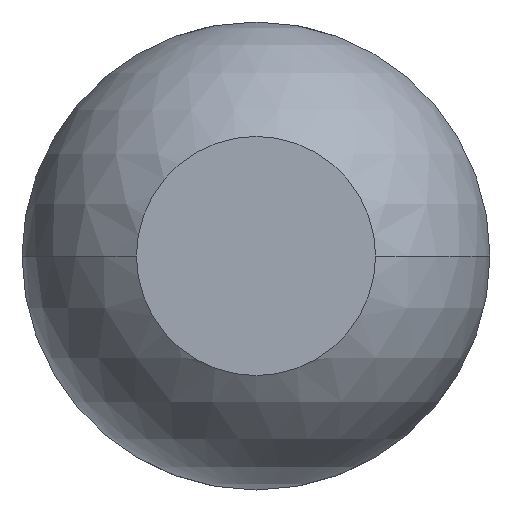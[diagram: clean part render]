
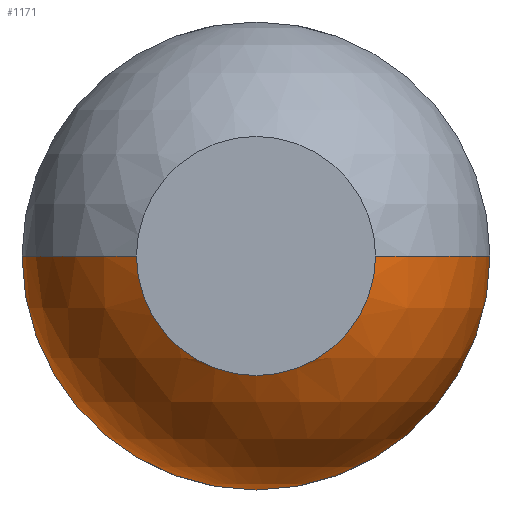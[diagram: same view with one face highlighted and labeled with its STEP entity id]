
A CAD part, front view. The second image highlights one B-rep face of the part: STEP entity #1171.
In plain terms, the highlighted spherical face has radius 0.685 mm.
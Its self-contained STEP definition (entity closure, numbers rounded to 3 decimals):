
#145 = ORIENTED_EDGE ( 'NONE', *, *, #3510, .F. ) ;
#172 = DIRECTION ( 'NONE',  ( 0., 1., 0. ) ) ;
#226 = CARTESIAN_POINT ( 'NONE',  ( 0., -29.411, 0. ) ) ;
#269 = VERTEX_POINT ( 'NONE', #2198 ) ;
#347 = SPHERICAL_SURFACE ( 'NONE', #3148, 0.685 ) ;
#482 = CARTESIAN_POINT ( 'NONE',  ( 0., -29.411, 0. ) ) ;
#546 = DIRECTION ( 'NONE',  ( 1., 0., 0. ) ) ;
#622 = CARTESIAN_POINT ( 'NONE',  ( 0., -29.411, 0. ) ) ;
#628 = DIRECTION ( 'NONE',  ( 0., 1., 0. ) ) ;
#761 = VERTEX_POINT ( 'NONE', #3485 ) ;
#953 = AXIS2_PLACEMENT_3D ( 'NONE', #3740, #3392, #1320 ) ;
#1171 = ADVANCED_FACE ( 'Defeature ausgef�hrt1_4', ( #3787 ), #347, .T. ) ;
#1238 = CARTESIAN_POINT ( 'NONE',  ( 0.685, -29.411, 0. ) ) ;
#1256 = EDGE_CURVE ( 'NONE', #3360, #1460, #1846, .T. ) ;
#1292 = CIRCLE ( 'NONE', #1619, 0.685 ) ;
#1293 = CIRCLE ( 'NONE', #3352, 0.685 ) ;
#1320 = DIRECTION ( 'NONE',  ( 0., 0., -1. ) ) ;
#1388 = VERTEX_POINT ( 'NONE', #2048 ) ;
#1460 = VERTEX_POINT ( 'NONE', #3614 ) ;
#1493 = EDGE_CURVE ( 'Defeature ausgef�hrt1_9+Defeature ausgef�hrt1_4+Defeature ausgef�hrt1_4+Defeature ausgef�hrt1_4', #3360, #1388, #2213, .T. ) ;
#1535 = CARTESIAN_POINT ( 'NONE',  ( 0., -30., 0. ) ) ;
#1619 = AXIS2_PLACEMENT_3D ( 'NONE', #482, #172, #2591 ) ;
#1683 = EDGE_CURVE ( 'NONE', #761, #2846, #2169, .T. ) ;
#1779 = DIRECTION ( 'NONE',  ( 0., -1., 0. ) ) ;
#1846 = CIRCLE ( 'NONE', #2035, 0.685 ) ;
#1880 = ORIENTED_EDGE ( 'NONE', *, *, #1493, .F. ) ;
#2035 = AXIS2_PLACEMENT_3D ( 'NONE', #622, #2624, #2341 ) ;
#2048 = CARTESIAN_POINT ( 'NONE',  ( 0., -30., -0.35 ) ) ;
#2069 = CIRCLE ( 'NONE', #953, 0.35 ) ;
#2153 = AXIS2_PLACEMENT_3D ( 'NONE', #3666, #3107, #2783 ) ;
#2169 = CIRCLE ( 'NONE', #2153, 0.685 ) ;
#2198 = CARTESIAN_POINT ( 'NONE',  ( 0., -29.411, -0.685 ) ) ;
#2213 = CIRCLE ( 'NONE', #3651, 0.35 ) ;
#2341 = DIRECTION ( 'NONE',  ( -1., 0., 0. ) ) ;
#2443 = EDGE_CURVE ( 'Defeature ausgef�hrt1_9+Defeature ausgef�hrt1_4+Defeature ausgef�hrt1_4+Defeature ausgef�hrt1_4', #1388, #761, #2069, .T. ) ;
#2537 = EDGE_LOOP ( 'NONE', ( #1880, #3323, #145, #2702, #3232, #3844 ) ) ;
#2591 = DIRECTION ( 'NONE',  ( 0., 0., 1. ) ) ;
#2610 = CARTESIAN_POINT ( 'NONE',  ( -0.35, -30., 0. ) ) ;
#2624 = DIRECTION ( 'NONE',  ( 0., 0., -1. ) ) ;
#2644 = DIRECTION ( 'NONE',  ( 0., 0., -1. ) ) ;
#2702 = ORIENTED_EDGE ( 'NONE', *, *, #2985, .F. ) ;
#2750 = DIRECTION ( 'NONE',  ( 0., 0., 1. ) ) ;
#2783 = DIRECTION ( 'NONE',  ( 1., 0., 0. ) ) ;
#2846 = VERTEX_POINT ( 'NONE', #1238 ) ;
#2985 = EDGE_CURVE ( 'Defeature ausgef�hrt1_5+Defeature ausgef�hrt1_4+Defeature ausgef�hrt1_4+Defeature ausgef�hrt1_4', #2846, #269, #1292, .T. ) ;
#3107 = DIRECTION ( 'NONE',  ( 0., 0., 1. ) ) ;
#3148 = AXIS2_PLACEMENT_3D ( 'NONE', #226, #2644, #546 ) ;
#3232 = ORIENTED_EDGE ( 'NONE', *, *, #1683, .F. ) ;
#3323 = ORIENTED_EDGE ( 'NONE', *, *, #1256, .T. ) ;
#3352 = AXIS2_PLACEMENT_3D ( 'NONE', #3363, #628, #2750 ) ;
#3360 = VERTEX_POINT ( 'NONE', #2610 ) ;
#3363 = CARTESIAN_POINT ( 'NONE',  ( 0., -29.411, 0. ) ) ;
#3392 = DIRECTION ( 'NONE',  ( 0., -1., 0. ) ) ;
#3485 = CARTESIAN_POINT ( 'NONE',  ( 0.35, -30., 0. ) ) ;
#3510 = EDGE_CURVE ( 'Defeature ausgef�hrt1_5+Defeature ausgef�hrt1_4+Defeature ausgef�hrt1_4+Defeature ausgef�hrt1_4', #269, #1460, #1293, .T. ) ;
#3614 = CARTESIAN_POINT ( 'NONE',  ( -0.685, -29.411, 0. ) ) ;
#3651 = AXIS2_PLACEMENT_3D ( 'NONE', #1535, #1779, #3899 ) ;
#3666 = CARTESIAN_POINT ( 'NONE',  ( 0., -29.411, 0. ) ) ;
#3740 = CARTESIAN_POINT ( 'NONE',  ( 0., -30., 0. ) ) ;
#3787 = FACE_OUTER_BOUND ( 'NONE', #2537, .T. ) ;
#3844 = ORIENTED_EDGE ( 'NONE', *, *, #2443, .F. ) ;
#3899 = DIRECTION ( 'NONE',  ( 0., 0., -1. ) ) ;
